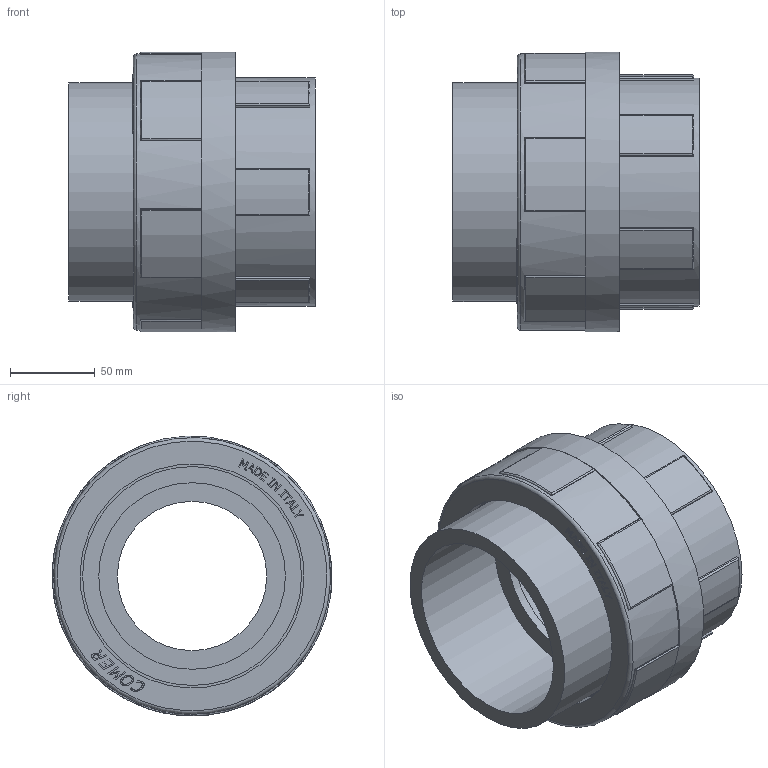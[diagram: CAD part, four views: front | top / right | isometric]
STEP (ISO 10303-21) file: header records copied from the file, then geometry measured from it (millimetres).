
FILE_DESCRIPTION(/* description */ (''),/* implementation_level */ '2;1');
FILE_NAME(/* name */ 'UN82110L.iam.stp',/* time_stamp */ '2017-02-10T10:13:29+01:00',/* author */ ('Eugenio'),/* organization */ (''),/* preprocessor_version */ 'ST-DEVELOPER v16.5',/* originating_system */ 'Autodesk Inventor 2017',/* authorisation */ '');
FILE_SCHEMA (('AUTOMOTIVE_DESIGN { 1 0 10303 214 3 1 1 }'));
Length unit declared in the file: millimetre
Products named in the file (5): UN82110L; UB811100; LAV6450E; NU831100; UE801100
Assembly tree (4 placements, depth 2):
  UN82110L
    UB811100
    LAV6450E
    NU831100
    UE801100
Bounding box: 145 x 164.92 x 164.9 mm (x, y, z)
Volume: 1058333.2 mm3; surface area: 351447.3 mm2
Topology: 7 solids, 7 shells, 382 faces, 1003 edges, 660 vertices
Faces by surface type: plane 249, bspline 63, cylinder 56, torus 14
Full cylindrical faces by diameter (mm): 88 x1, 109.03 x1, 110 x1, 113.03 x2, 113.67 x1, 124.33 x1, 129 x1, 132 x1, 133 x1, 134.43 x1, 135.416 x2, 138.43 x2, 163 x1, 165 x1
Entity records: 35839 total; most frequent: CARTESIAN_POINT 26716, ORIENTED_EDGE 1962, DIRECTION 1649, EDGE_CURVE 981, VERTEX_POINT 656, LINE 627, VECTOR 627, AXIS2_PLACEMENT_3D 511
